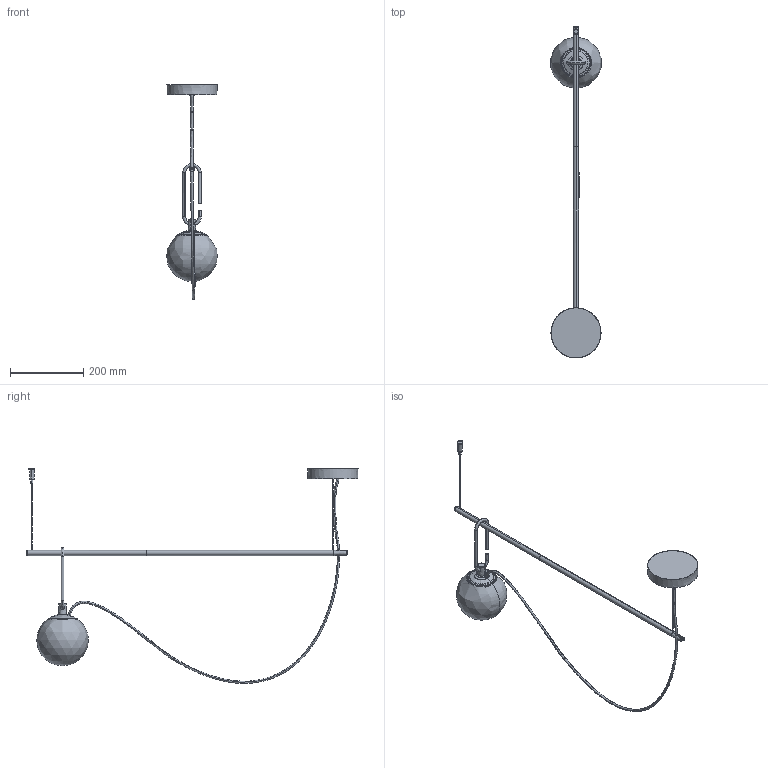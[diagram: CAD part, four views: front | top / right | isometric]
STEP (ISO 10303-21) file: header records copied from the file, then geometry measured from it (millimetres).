
FILE_DESCRIPTION(/* description */ (''),/* implementation_level */ '2;1');
FILE_NAME(/* name */ '3D 127400_nh1217 S2 14 Suspension',/* time_stamp */ '2018-05-22T15:23:09+02:00',/* author */ (''),/* organization */ (''),/* preprocessor_version */ 'ST-DEVELOPER v10',/* originating_system */ '',/* authorisation */ '');
FILE_SCHEMA (('AUTOMOTIVE_DESIGN'));
Length unit declared in the file: millimetre
Products named in the file (1): 1
Bounding box: 137.64 x 904.9 x 585.57 mm (x, y, z)
Volume: 356149.7 mm3; surface area: 242320.6 mm2
Topology: 7 solids, 14 shells, 201 faces, 484 edges, 302 vertices
Faces by surface type: bspline 163, plane 38
Entity records: 10241 total; most frequent: CARTESIAN_POINT 7413, ORIENTED_EDGE 928, EDGE_CURVE 476, VERTEX_POINT 302, EDGE_LOOP 216, ADVANCED_FACE 201, FACE_OUTER_BOUND 201, B_SPLINE_CURVE_WITH_KNOTS 194
